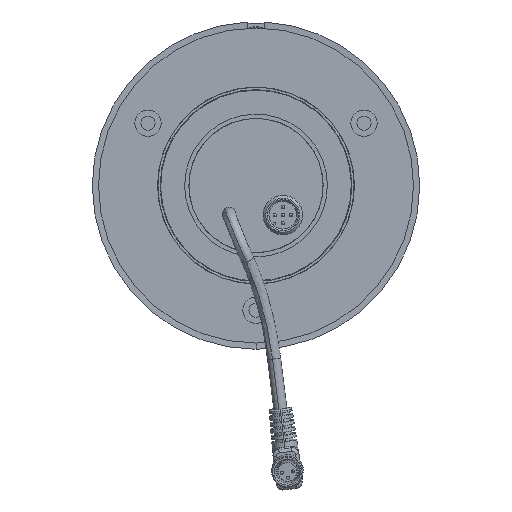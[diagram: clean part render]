
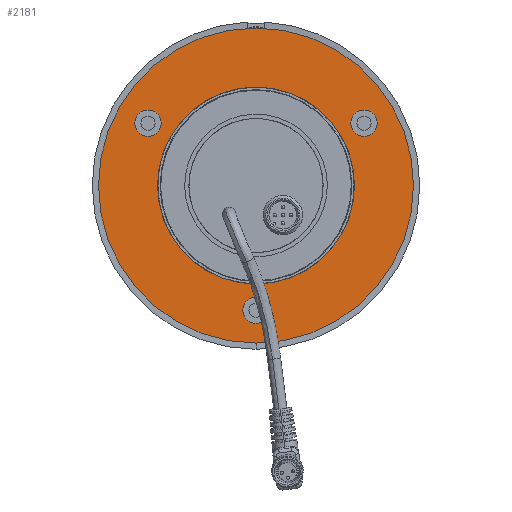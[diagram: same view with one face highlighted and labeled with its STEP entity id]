
A CAD part, front view. The second image highlights one B-rep face of the part: STEP entity #2181.
In plain terms, the highlighted planar face has unit normal (0, -1, 0).
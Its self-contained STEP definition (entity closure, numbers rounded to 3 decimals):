
#1122 = CIRCLE ( 'NONE', #1124, 30. ) ;
#1124 = AXIS2_PLACEMENT_3D ( 'NONE', #8224, #8225, #8226 ) ;
#1228 = CIRCLE ( 'NONE', #1237, 4. ) ;
#1230 = CIRCLE ( 'NONE', #1234, 4. ) ;
#1234 = AXIS2_PLACEMENT_3D ( 'NONE', #7703, #7704, #7705 ) ;
#1237 = AXIS2_PLACEMENT_3D ( 'NONE', #7699, #7700, #7697 ) ;
#1397 = EDGE_CURVE ( 'NONE', #5662, #5664, #7621, .T. ) ;
#1400 = EDGE_CURVE ( 'NONE', #5679, #5710, #7627, .T. ) ;
#1417 = EDGE_CURVE ( 'NONE', #5668, #5665, #7566, .T. ) ;
#1423 = EDGE_CURVE ( 'NONE', #5665, #5668, #7578, .T. ) ;
#1424 = EDGE_CURVE ( 'NONE', #5670, #5667, #3417, .T. ) ;
#1503 = EDGE_CURVE ( 'NONE', #5675, #5678, #2656, .T. ) ;
#1508 = EDGE_CURVE ( 'NONE', #5664, #5662, #1230, .T. ) ;
#1510 = EDGE_CURVE ( 'NONE', #5678, #5675, #1228, .T. ) ;
#1730 = EDGE_CURVE ( 'NONE', #5710, #5679, #2636, .T. ) ;
#1735 = EDGE_CURVE ( 'NONE', #5667, #5670, #1122, .T. ) ;
#2181 = ADVANCED_FACE ( 'NONE', ( #7193, #7194, #7195, #7196, #7197 ), #4429, .F. ) ;
#2445 = EDGE_LOOP ( 'NONE', ( #7354, #7356 ) ) ;
#2446 = EDGE_LOOP ( 'NONE', ( #6307, #6297 ) ) ;
#2447 = EDGE_LOOP ( 'NONE', ( #6302, #6301 ) ) ;
#2448 = EDGE_LOOP ( 'NONE', ( #6306, #6304 ) ) ;
#2449 = EDGE_LOOP ( 'NONE', ( #7353, #6305 ) ) ;
#2636 = CIRCLE ( 'NONE', #2637, 48. ) ;
#2637 = AXIS2_PLACEMENT_3D ( 'NONE', #8124, #8125, #8126 ) ;
#2656 = CIRCLE ( 'NONE', #2676, 4. ) ;
#2676 = AXIS2_PLACEMENT_3D ( 'NONE', #7720, #7717, #7718 ) ;
#3088 = CARTESIAN_POINT ( 'NONE',  ( 0., -7.29, -38. ) ) ;
#3089 = DIRECTION ( 'NONE',  ( 0., -1., 0. ) ) ;
#3090 = DIRECTION ( 'NONE',  ( -0.866, 0., 0.5 ) ) ;
#3097 = CARTESIAN_POINT ( 'NONE',  ( 0., -7.29, 0. ) ) ;
#3098 = DIRECTION ( 'NONE',  ( 0., -1., 0. ) ) ;
#3099 = DIRECTION ( 'NONE',  ( 0.866, 0., -0.5 ) ) ;
#3184 = CARTESIAN_POINT ( 'NONE',  ( 32.909, -7.29, 19. ) ) ;
#3185 = DIRECTION ( 'NONE',  ( 0., -1., 0. ) ) ;
#3186 = DIRECTION ( 'NONE',  ( -0.866, 0., 0.5 ) ) ;
#3200 = CARTESIAN_POINT ( 'NONE',  ( 32.909, -7.29, 19. ) ) ;
#3201 = DIRECTION ( 'NONE',  ( 0., -1., 0. ) ) ;
#3202 = DIRECTION ( 'NONE',  ( -0.866, 0., 0.5 ) ) ;
#3203 = CARTESIAN_POINT ( 'NONE',  ( 0., -7.29, 0. ) ) ;
#3204 = DIRECTION ( 'NONE',  ( 0., -1., 0. ) ) ;
#3205 = DIRECTION ( 'NONE',  ( 0.866, 0., -0.5 ) ) ;
#3417 = CIRCLE ( 'NONE', #3418, 30. ) ;
#3418 = AXIS2_PLACEMENT_3D ( 'NONE', #3203, #3204, #3205 ) ;
#3775 = CARTESIAN_POINT ( 'NONE',  ( 36.373, -7.29, 17. ) ) ;
#3779 = CARTESIAN_POINT ( 'NONE',  ( 3.464, -7.29, -40. ) ) ;
#3781 = CARTESIAN_POINT ( 'NONE',  ( 25.981, -7.29, -15. ) ) ;
#3782 = CARTESIAN_POINT ( 'NONE',  ( 29.445, -7.29, 21. ) ) ;
#3783 = CARTESIAN_POINT ( 'NONE',  ( -3.464, -7.29, -36. ) ) ;
#3788 = CARTESIAN_POINT ( 'NONE',  ( -25.981, -7.29, 15. ) ) ;
#3792 = CARTESIAN_POINT ( 'NONE',  ( -29.445, -7.29, 17. ) ) ;
#3795 = CARTESIAN_POINT ( 'NONE',  ( -36.373, -7.29, 21. ) ) ;
#3800 = CARTESIAN_POINT ( 'NONE',  ( -41.569, -7.29, 24. ) ) ;
#3849 = CARTESIAN_POINT ( 'NONE',  ( 41.569, -7.29, -24. ) ) ;
#4429 = PLANE ( 'NONE',  #5872 ) ;
#4430 = CARTESIAN_POINT ( 'NONE',  ( -15., -7.29, -25.981 ) ) ;
#4431 = DIRECTION ( 'NONE',  ( 0., 1., 0. ) ) ;
#4432 = DIRECTION ( 'NONE',  ( -0.866, 0., 0.5 ) ) ;
#5662 = VERTEX_POINT ( 'NONE', #3779 ) ;
#5664 = VERTEX_POINT ( 'NONE', #3783 ) ;
#5665 = VERTEX_POINT ( 'NONE', #3775 ) ;
#5667 = VERTEX_POINT ( 'NONE', #3781 ) ;
#5668 = VERTEX_POINT ( 'NONE', #3782 ) ;
#5670 = VERTEX_POINT ( 'NONE', #3788 ) ;
#5675 = VERTEX_POINT ( 'NONE', #3792 ) ;
#5678 = VERTEX_POINT ( 'NONE', #3795 ) ;
#5679 = VERTEX_POINT ( 'NONE', #3800 ) ;
#5710 = VERTEX_POINT ( 'NONE', #3849 ) ;
#5872 = AXIS2_PLACEMENT_3D ( 'NONE', #4430, #4431, #4432 ) ;
#6297 = ORIENTED_EDGE ( 'NONE', *, *, #1397, .F. ) ;
#6301 = ORIENTED_EDGE ( 'NONE', *, *, #1503, .F. ) ;
#6302 = ORIENTED_EDGE ( 'NONE', *, *, #1510, .F. ) ;
#6304 = ORIENTED_EDGE ( 'NONE', *, *, #1424, .F. ) ;
#6305 = ORIENTED_EDGE ( 'NONE', *, *, #1400, .T. ) ;
#6306 = ORIENTED_EDGE ( 'NONE', *, *, #1735, .F. ) ;
#6307 = ORIENTED_EDGE ( 'NONE', *, *, #1508, .F. ) ;
#7193 = FACE_BOUND ( 'NONE', #2445, .T. ) ;
#7194 = FACE_BOUND ( 'NONE', #2446, .T. ) ;
#7195 = FACE_BOUND ( 'NONE', #2447, .T. ) ;
#7196 = FACE_BOUND ( 'NONE', #2448, .T. ) ;
#7197 = FACE_OUTER_BOUND ( 'NONE', #2449, .T. ) ;
#7353 = ORIENTED_EDGE ( 'NONE', *, *, #1730, .T. ) ;
#7354 = ORIENTED_EDGE ( 'NONE', *, *, #1417, .F. ) ;
#7356 = ORIENTED_EDGE ( 'NONE', *, *, #1423, .F. ) ;
#7566 = CIRCLE ( 'NONE', #7569, 4. ) ;
#7569 = AXIS2_PLACEMENT_3D ( 'NONE', #3184, #3185, #3186 ) ;
#7578 = CIRCLE ( 'NONE', #7615, 4. ) ;
#7615 = AXIS2_PLACEMENT_3D ( 'NONE', #3200, #3201, #3202 ) ;
#7621 = CIRCLE ( 'NONE', #7622, 4. ) ;
#7622 = AXIS2_PLACEMENT_3D ( 'NONE', #3088, #3089, #3090 ) ;
#7627 = CIRCLE ( 'NONE', #7628, 48. ) ;
#7628 = AXIS2_PLACEMENT_3D ( 'NONE', #3097, #3098, #3099 ) ;
#7697 = DIRECTION ( 'NONE',  ( -0.866, 0., 0.5 ) ) ;
#7699 = CARTESIAN_POINT ( 'NONE',  ( -32.909, -7.29, 19. ) ) ;
#7700 = DIRECTION ( 'NONE',  ( 0., -1., 0. ) ) ;
#7703 = CARTESIAN_POINT ( 'NONE',  ( 0., -7.29, -38. ) ) ;
#7704 = DIRECTION ( 'NONE',  ( 0., -1., 0. ) ) ;
#7705 = DIRECTION ( 'NONE',  ( -0.866, 0., 0.5 ) ) ;
#7717 = DIRECTION ( 'NONE',  ( 0., -1., 0. ) ) ;
#7718 = DIRECTION ( 'NONE',  ( -0.866, 0., 0.5 ) ) ;
#7720 = CARTESIAN_POINT ( 'NONE',  ( -32.909, -7.29, 19. ) ) ;
#8124 = CARTESIAN_POINT ( 'NONE',  ( 0., -7.29, 0. ) ) ;
#8125 = DIRECTION ( 'NONE',  ( 0., -1., 0. ) ) ;
#8126 = DIRECTION ( 'NONE',  ( 0.866, 0., -0.5 ) ) ;
#8224 = CARTESIAN_POINT ( 'NONE',  ( 0., -7.29, 0. ) ) ;
#8225 = DIRECTION ( 'NONE',  ( 0., -1., 0. ) ) ;
#8226 = DIRECTION ( 'NONE',  ( 0.866, 0., -0.5 ) ) ;
